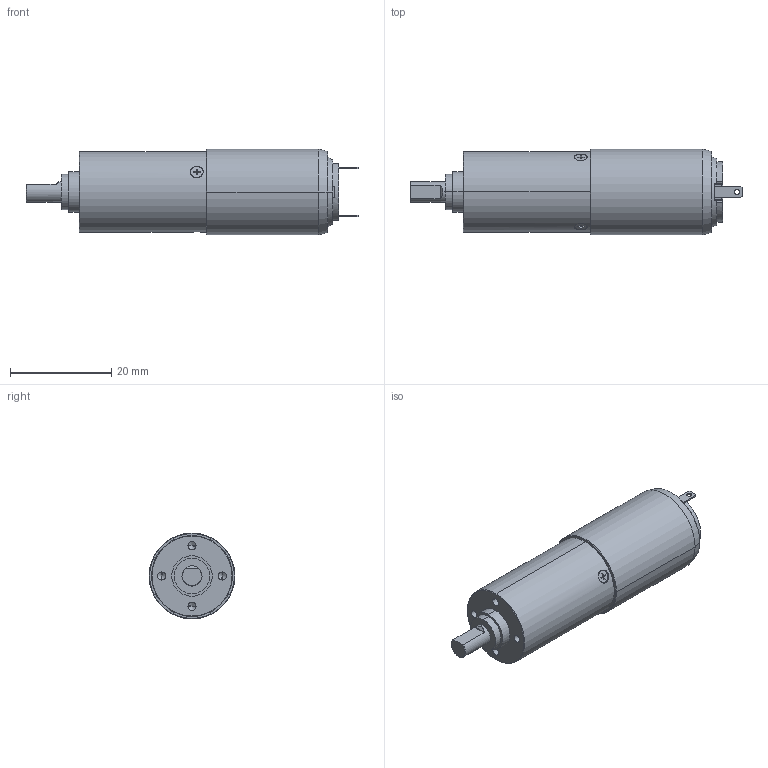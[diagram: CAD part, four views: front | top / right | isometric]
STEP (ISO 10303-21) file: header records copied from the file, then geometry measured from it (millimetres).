
FILE_DESCRIPTION((''),'2;1');
FILE_NAME('4696320000875_SW0001','2023-05-05T13:09:21',('BU5.RD'),(''),'CREO PARAMETRIC BY PTC INC, 2018100','CREO PARAMETRIC BY PTC INC, 2018100','');
FILE_SCHEMA(('CONFIG_CONTROL_DESIGN'));
Length unit declared in the file: millimetre
Products named in the file (1): 4696320000875_SW0001
Bounding box: 65.7 x 17 x 17 mm (x, y, z)
Volume: 10958.2 mm3; surface area: 3390.6 mm2
Topology: 1 solids, 2 shells, 261 faces, 681 edges, 436 vertices
Faces by surface type: plane 121, cylinder 99, cone 37, torus 4
Entity records: 8556 total; most frequent: CARTESIAN_POINT 2120, ORIENTED_EDGE 1346, DIRECTION 1310, EDGE_CURVE 673, AXIS2_PLACEMENT_3D 456, VERTEX_POINT 436, VECTOR 398, LINE 398
